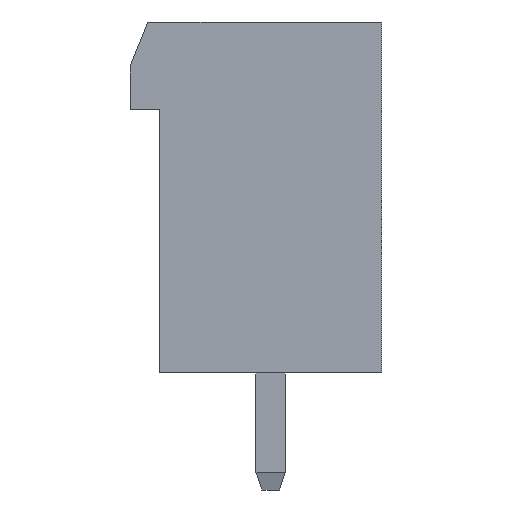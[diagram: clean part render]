
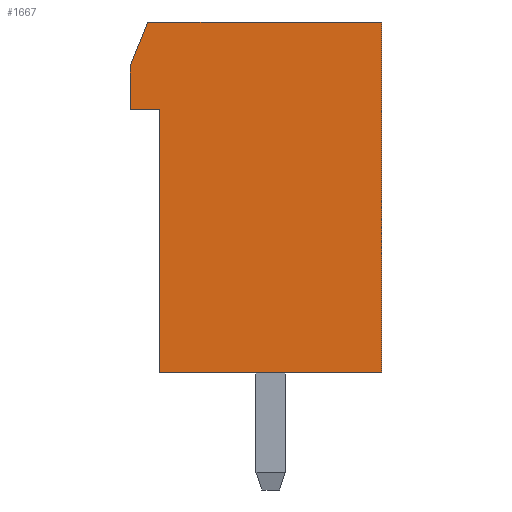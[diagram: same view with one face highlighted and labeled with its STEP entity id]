
A CAD part, left-side view. The second image highlights one B-rep face of the part: STEP entity #1667.
In plain terms, the highlighted planar face has unit normal (-1, 0, 0).
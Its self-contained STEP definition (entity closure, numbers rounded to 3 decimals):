
#22 = VERTEX_POINT('',#23);
#23 = CARTESIAN_POINT('',(-3.5,3.8,9.));
#32 = PLANE('',#33);
#33 = AXIS2_PLACEMENT_3D('',#34,#35,#36);
#34 = CARTESIAN_POINT('',(-3.5,3.8,9.));
#35 = DIRECTION('',(0.,1.,0.));
#36 = DIRECTION('',(0.,0.,-1.));
#44 = PLANE('',#45);
#45 = AXIS2_PLACEMENT_3D('',#46,#47,#48);
#46 = CARTESIAN_POINT('',(-3.5,4.8,9.));
#47 = DIRECTION('',(0.,0.,-1.));
#48 = DIRECTION('',(0.,-1.,0.));
#85 = VERTEX_POINT('',#86);
#86 = CARTESIAN_POINT('',(-3.5,3.8,0.));
#100 = PLANE('',#101);
#101 = AXIS2_PLACEMENT_3D('',#102,#103,#104);
#102 = CARTESIAN_POINT('',(-3.5,3.8,0.));
#103 = DIRECTION('',(0.,0.,-1.));
#104 = DIRECTION('',(0.,-1.,0.));
#112 = EDGE_CURVE('',#22,#85,#113,.T.);
#113 = SURFACE_CURVE('',#114,(#118,#125),.PCURVE_S1.);
#114 = LINE('',#115,#116);
#115 = CARTESIAN_POINT('',(-3.5,3.8,9.));
#116 = VECTOR('',#117,1.);
#117 = DIRECTION('',(0.,0.,-1.));
#118 = PCURVE('',#32,#119);
#119 = DEFINITIONAL_REPRESENTATION('',(#120),#124);
#120 = LINE('',#121,#122);
#121 = CARTESIAN_POINT('',(0.,0.));
#122 = VECTOR('',#123,1.);
#123 = DIRECTION('',(1.,0.));
#124 = ( GEOMETRIC_REPRESENTATION_CONTEXT(2)
PARAMETRIC_REPRESENTATION_CONTEXT() REPRESENTATION_CONTEXT('2D SPACE',''
) );
#125 = PCURVE('',#126,#131);
#126 = PLANE('',#127);
#127 = AXIS2_PLACEMENT_3D('',#128,#129,#130);
#128 = CARTESIAN_POINT('',(-3.5,3.8,0.));
#129 = DIRECTION('',(1.,0.,0.));
#130 = DIRECTION('',(0.,0.,1.));
#131 = DEFINITIONAL_REPRESENTATION('',(#132),#136);
#132 = LINE('',#133,#134);
#133 = CARTESIAN_POINT('',(9.,0.));
#134 = VECTOR('',#135,1.);
#135 = DIRECTION('',(-1.,0.));
#136 = ( GEOMETRIC_REPRESENTATION_CONTEXT(2)
PARAMETRIC_REPRESENTATION_CONTEXT() REPRESENTATION_CONTEXT('2D SPACE',''
) );
#142 = VERTEX_POINT('',#143);
#143 = CARTESIAN_POINT('',(-3.5,4.8,9.));
#159 = PLANE('',#160);
#160 = AXIS2_PLACEMENT_3D('',#161,#162,#163);
#161 = CARTESIAN_POINT('',(-3.5,4.8,10.5));
#162 = DIRECTION('',(0.,1.,0.));
#163 = DIRECTION('',(0.,0.,-1.));
#193 = EDGE_CURVE('',#142,#22,#194,.T.);
#194 = SURFACE_CURVE('',#195,(#199,#206),.PCURVE_S1.);
#195 = LINE('',#196,#197);
#196 = CARTESIAN_POINT('',(-3.5,4.8,9.));
#197 = VECTOR('',#198,1.);
#198 = DIRECTION('',(0.,-1.,0.));
#199 = PCURVE('',#44,#200);
#200 = DEFINITIONAL_REPRESENTATION('',(#201),#205);
#201 = LINE('',#202,#203);
#202 = CARTESIAN_POINT('',(0.,0.));
#203 = VECTOR('',#204,1.);
#204 = DIRECTION('',(1.,0.));
#205 = ( GEOMETRIC_REPRESENTATION_CONTEXT(2)
PARAMETRIC_REPRESENTATION_CONTEXT() REPRESENTATION_CONTEXT('2D SPACE',''
) );
#206 = PCURVE('',#126,#207);
#207 = DEFINITIONAL_REPRESENTATION('',(#208),#212);
#208 = LINE('',#209,#210);
#209 = CARTESIAN_POINT('',(9.,-1.));
#210 = VECTOR('',#211,1.);
#211 = DIRECTION('',(0.,1.));
#212 = ( GEOMETRIC_REPRESENTATION_CONTEXT(2)
PARAMETRIC_REPRESENTATION_CONTEXT() REPRESENTATION_CONTEXT('2D SPACE',''
) );
#242 = VERTEX_POINT('',#243);
#243 = CARTESIAN_POINT('',(-3.5,-3.8,0.));
#257 = PLANE('',#258);
#258 = AXIS2_PLACEMENT_3D('',#259,#260,#261);
#259 = CARTESIAN_POINT('',(-3.5,-3.8,0.));
#260 = DIRECTION('',(0.,-1.,0.));
#261 = DIRECTION('',(0.,0.,1.));
#269 = EDGE_CURVE('',#85,#242,#270,.T.);
#270 = SURFACE_CURVE('',#271,(#275,#282),.PCURVE_S1.);
#271 = LINE('',#272,#273);
#272 = CARTESIAN_POINT('',(-3.5,3.8,0.));
#273 = VECTOR('',#274,1.);
#274 = DIRECTION('',(0.,-1.,0.));
#275 = PCURVE('',#100,#276);
#276 = DEFINITIONAL_REPRESENTATION('',(#277),#281);
#277 = LINE('',#278,#279);
#278 = CARTESIAN_POINT('',(0.,0.));
#279 = VECTOR('',#280,1.);
#280 = DIRECTION('',(1.,0.));
#281 = ( GEOMETRIC_REPRESENTATION_CONTEXT(2)
PARAMETRIC_REPRESENTATION_CONTEXT() REPRESENTATION_CONTEXT('2D SPACE',''
) );
#282 = PCURVE('',#126,#283);
#283 = DEFINITIONAL_REPRESENTATION('',(#284),#288);
#284 = LINE('',#285,#286);
#285 = CARTESIAN_POINT('',(0.,0.));
#286 = VECTOR('',#287,1.);
#287 = DIRECTION('',(0.,1.));
#288 = ( GEOMETRIC_REPRESENTATION_CONTEXT(2)
PARAMETRIC_REPRESENTATION_CONTEXT() REPRESENTATION_CONTEXT('2D SPACE',''
) );
#1667 = ADVANCED_FACE('',(#1668),#126,.F.);
#1668 = FACE_BOUND('',#1669,.T.);
#1669 = EDGE_LOOP('',(#1670,#1671,#1694,#1722,#1750,#1771,#1772));
#1670 = ORIENTED_EDGE('',*,*,#269,.T.);
#1671 = ORIENTED_EDGE('',*,*,#1672,.T.);
#1672 = EDGE_CURVE('',#242,#1673,#1675,.T.);
#1673 = VERTEX_POINT('',#1674);
#1674 = CARTESIAN_POINT('',(-3.5,-3.8,12.));
#1675 = SURFACE_CURVE('',#1676,(#1680,#1687),.PCURVE_S1.);
#1676 = LINE('',#1677,#1678);
#1677 = CARTESIAN_POINT('',(-3.5,-3.8,0.));
#1678 = VECTOR('',#1679,1.);
#1679 = DIRECTION('',(0.,0.,1.));
#1680 = PCURVE('',#126,#1681);
#1681 = DEFINITIONAL_REPRESENTATION('',(#1682),#1686);
#1682 = LINE('',#1683,#1684);
#1683 = CARTESIAN_POINT('',(0.,7.6));
#1684 = VECTOR('',#1685,1.);
#1685 = DIRECTION('',(1.,0.));
#1686 = ( GEOMETRIC_REPRESENTATION_CONTEXT(2)
PARAMETRIC_REPRESENTATION_CONTEXT() REPRESENTATION_CONTEXT('2D SPACE',''
) );
#1687 = PCURVE('',#257,#1688);
#1688 = DEFINITIONAL_REPRESENTATION('',(#1689),#1693);
#1689 = LINE('',#1690,#1691);
#1690 = CARTESIAN_POINT('',(0.,0.));
#1691 = VECTOR('',#1692,1.);
#1692 = DIRECTION('',(1.,0.));
#1693 = ( GEOMETRIC_REPRESENTATION_CONTEXT(2)
PARAMETRIC_REPRESENTATION_CONTEXT() REPRESENTATION_CONTEXT('2D SPACE',''
) );
#1694 = ORIENTED_EDGE('',*,*,#1695,.T.);
#1695 = EDGE_CURVE('',#1673,#1696,#1698,.T.);
#1696 = VERTEX_POINT('',#1697);
#1697 = CARTESIAN_POINT('',(-3.5,4.2,12.));
#1698 = SURFACE_CURVE('',#1699,(#1703,#1710),.PCURVE_S1.);
#1699 = LINE('',#1700,#1701);
#1700 = CARTESIAN_POINT('',(-3.5,-3.8,12.));
#1701 = VECTOR('',#1702,1.);
#1702 = DIRECTION('',(0.,1.,0.));
#1703 = PCURVE('',#126,#1704);
#1704 = DEFINITIONAL_REPRESENTATION('',(#1705),#1709);
#1705 = LINE('',#1706,#1707);
#1706 = CARTESIAN_POINT('',(12.,7.6));
#1707 = VECTOR('',#1708,1.);
#1708 = DIRECTION('',(0.,-1.));
#1709 = ( GEOMETRIC_REPRESENTATION_CONTEXT(2)
PARAMETRIC_REPRESENTATION_CONTEXT() REPRESENTATION_CONTEXT('2D SPACE',''
) );
#1710 = PCURVE('',#1711,#1716);
#1711 = PLANE('',#1712);
#1712 = AXIS2_PLACEMENT_3D('',#1713,#1714,#1715);
#1713 = CARTESIAN_POINT('',(-3.5,-3.8,12.));
#1714 = DIRECTION('',(0.,0.,1.));
#1715 = DIRECTION('',(0.,1.,0.));
#1716 = DEFINITIONAL_REPRESENTATION('',(#1717),#1721);
#1717 = LINE('',#1718,#1719);
#1718 = CARTESIAN_POINT('',(0.,0.));
#1719 = VECTOR('',#1720,1.);
#1720 = DIRECTION('',(1.,0.));
#1721 = ( GEOMETRIC_REPRESENTATION_CONTEXT(2)
PARAMETRIC_REPRESENTATION_CONTEXT() REPRESENTATION_CONTEXT('2D SPACE',''
) );
#1722 = ORIENTED_EDGE('',*,*,#1723,.T.);
#1723 = EDGE_CURVE('',#1696,#1724,#1726,.T.);
#1724 = VERTEX_POINT('',#1725);
#1725 = CARTESIAN_POINT('',(-3.5,4.8,10.5));
#1726 = SURFACE_CURVE('',#1727,(#1731,#1738),.PCURVE_S1.);
#1727 = LINE('',#1728,#1729);
#1728 = CARTESIAN_POINT('',(-3.5,4.2,12.));
#1729 = VECTOR('',#1730,1.);
#1730 = DIRECTION('',(0.,0.371,-0.928));
#1731 = PCURVE('',#126,#1732);
#1732 = DEFINITIONAL_REPRESENTATION('',(#1733),#1737);
#1733 = LINE('',#1734,#1735);
#1734 = CARTESIAN_POINT('',(12.,-0.4));
#1735 = VECTOR('',#1736,1.);
#1736 = DIRECTION('',(-0.928,-0.371));
#1737 = ( GEOMETRIC_REPRESENTATION_CONTEXT(2)
PARAMETRIC_REPRESENTATION_CONTEXT() REPRESENTATION_CONTEXT('2D SPACE',''
) );
#1738 = PCURVE('',#1739,#1744);
#1739 = PLANE('',#1740);
#1740 = AXIS2_PLACEMENT_3D('',#1741,#1742,#1743);
#1741 = CARTESIAN_POINT('',(-3.5,4.2,12.));
#1742 = DIRECTION('',(0.,0.928,0.371));
#1743 = DIRECTION('',(0.,0.371,-0.928));
#1744 = DEFINITIONAL_REPRESENTATION('',(#1745),#1749);
#1745 = LINE('',#1746,#1747);
#1746 = CARTESIAN_POINT('',(0.,0.));
#1747 = VECTOR('',#1748,1.);
#1748 = DIRECTION('',(1.,0.));
#1749 = ( GEOMETRIC_REPRESENTATION_CONTEXT(2)
PARAMETRIC_REPRESENTATION_CONTEXT() REPRESENTATION_CONTEXT('2D SPACE',''
) );
#1750 = ORIENTED_EDGE('',*,*,#1751,.T.);
#1751 = EDGE_CURVE('',#1724,#142,#1752,.T.);
#1752 = SURFACE_CURVE('',#1753,(#1757,#1764),.PCURVE_S1.);
#1753 = LINE('',#1754,#1755);
#1754 = CARTESIAN_POINT('',(-3.5,4.8,10.5));
#1755 = VECTOR('',#1756,1.);
#1756 = DIRECTION('',(0.,0.,-1.));
#1757 = PCURVE('',#126,#1758);
#1758 = DEFINITIONAL_REPRESENTATION('',(#1759),#1763);
#1759 = LINE('',#1760,#1761);
#1760 = CARTESIAN_POINT('',(10.5,-1.));
#1761 = VECTOR('',#1762,1.);
#1762 = DIRECTION('',(-1.,0.));
#1763 = ( GEOMETRIC_REPRESENTATION_CONTEXT(2)
PARAMETRIC_REPRESENTATION_CONTEXT() REPRESENTATION_CONTEXT('2D SPACE',''
) );
#1764 = PCURVE('',#159,#1765);
#1765 = DEFINITIONAL_REPRESENTATION('',(#1766),#1770);
#1766 = LINE('',#1767,#1768);
#1767 = CARTESIAN_POINT('',(0.,0.));
#1768 = VECTOR('',#1769,1.);
#1769 = DIRECTION('',(1.,0.));
#1770 = ( GEOMETRIC_REPRESENTATION_CONTEXT(2)
PARAMETRIC_REPRESENTATION_CONTEXT() REPRESENTATION_CONTEXT('2D SPACE',''
) );
#1771 = ORIENTED_EDGE('',*,*,#193,.T.);
#1772 = ORIENTED_EDGE('',*,*,#112,.T.);
